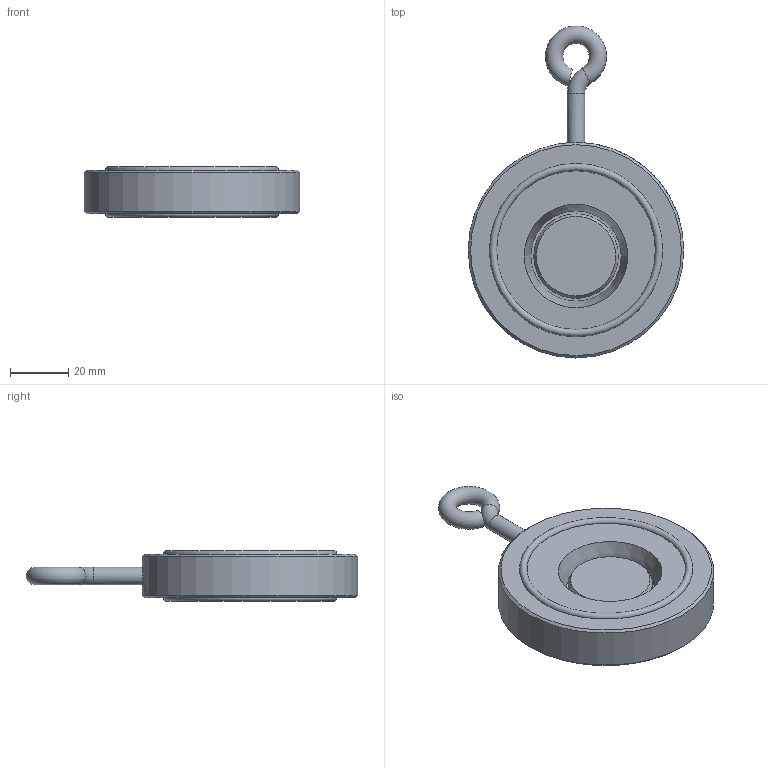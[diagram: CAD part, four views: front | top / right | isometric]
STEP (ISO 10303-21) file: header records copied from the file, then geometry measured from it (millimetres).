
FILE_DESCRIPTION (( 'STEP AP214' ), '1' );
FILE_NAME ('ZRK-32 ANSI150.STEP', '2017-09-28T12:51:59', ( 'eh' ), ( 'Hewlett-Packard Company' ), 'SwSTEP 2.0', 'SolidWorks 2015', '' );
FILE_SCHEMA (( 'AUTOMOTIVE_DESIGN' ));
Length unit declared in the file: millimetre
Products named in the file (1): ZRK-32 ANSI150
Bounding box: 74 x 113.98 x 17.5 mm (x, y, z)
Volume: 60999.5 mm3; surface area: 15701.6 mm2
Topology: 1 solids, 2 shells, 174 faces, 439 edges, 291 vertices
Faces by surface type: bspline 78, plane 63, cylinder 20, torus 8, cone 5
Full cylindrical faces by diameter (mm): 5 x1, 6 x1, 18 x1, 29 x1, 74 x1
Entity records: 16428 total; most frequent: CARTESIAN_POINT 11376, ORIENTED_EDGE 836, DIRECTION 450, EDGE_CURVE 418, VERTEX_POINT 288, B_SPLINE_CURVE_WITH_KNOTS 255, EDGE_LOOP 216, AXIS2_PLACEMENT_3D 190
